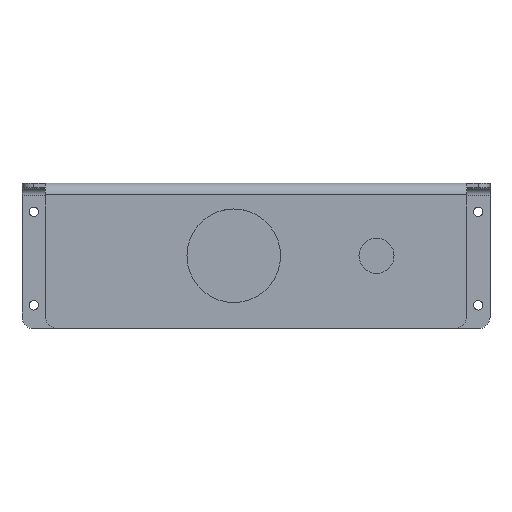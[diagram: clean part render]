
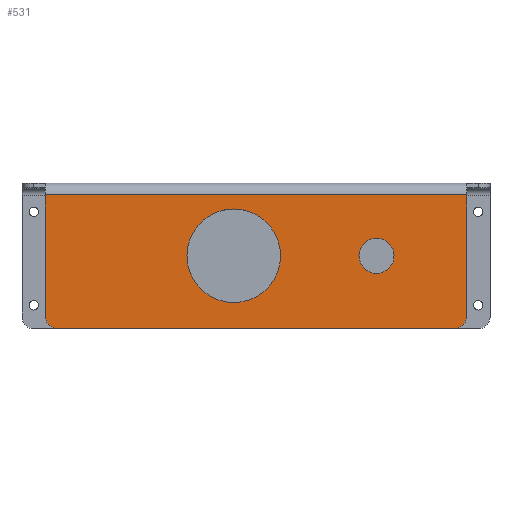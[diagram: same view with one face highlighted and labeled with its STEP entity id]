
A CAD part, top view. The second image highlights one B-rep face of the part: STEP entity #531.
In plain terms, the highlighted planar face has unit normal (0, 0, 1).
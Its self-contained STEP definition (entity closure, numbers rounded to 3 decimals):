
#17 = CARTESIAN_POINT ( 'NONE',  ( -90., -26., 99. ) ) ;
#22 = EDGE_CURVE ( 'NONE', #1178, #2287, #780, .T. ) ;
#62 = LINE ( 'NONE', #1984, #1271 ) ;
#121 = CARTESIAN_POINT ( 'NONE',  ( 85., -26., 99. ) ) ;
#147 = CARTESIAN_POINT ( 'NONE',  ( 51.5, 0., 99. ) ) ;
#171 = CARTESIAN_POINT ( 'NONE',  ( 90., 26., 99. ) ) ;
#177 = ORIENTED_EDGE ( 'NONE', *, *, #759, .F. ) ;
#203 = CARTESIAN_POINT ( 'NONE',  ( -9.5, 0., 99. ) ) ;
#218 = EDGE_LOOP ( 'NONE', ( #925, #1360 ) ) ;
#231 = ORIENTED_EDGE ( 'NONE', *, *, #1216, .T. ) ;
#239 = DIRECTION ( 'NONE',  ( 0., 1., 0. ) ) ;
#295 = CIRCLE ( 'NONE', #621, 7.5 ) ;
#328 = DIRECTION ( 'NONE',  ( 0., 0., -1. ) ) ;
#346 = AXIS2_PLACEMENT_3D ( 'NONE', #895, #2426, #1267 ) ;
#414 = CIRCLE ( 'NONE', #1880, 5. ) ;
#420 = CARTESIAN_POINT ( 'NONE',  ( -85., -26., 99. ) ) ;
#512 = LINE ( 'NONE', #1108, #2324 ) ;
#527 = EDGE_CURVE ( 'NONE', #1891, #2446, #414, .T. ) ;
#531 = ADVANCED_FACE ( 'NONE', ( #2050, #727, #1870 ), #918, .F. ) ;
#544 = EDGE_CURVE ( 'NONE', #2065, #1487, #295, .T. ) ;
#550 = ORIENTED_EDGE ( 'NONE', *, *, #1170, .T. ) ;
#621 = AXIS2_PLACEMENT_3D ( 'NONE', #147, #1893, #903 ) ;
#727 = FACE_BOUND ( 'NONE', #1802, .T. ) ;
#759 = EDGE_CURVE ( 'NONE', #2131, #2203, #1447, .T. ) ;
#773 = DIRECTION ( 'NONE',  ( 0., -1., 0. ) ) ;
#776 = AXIS2_PLACEMENT_3D ( 'NONE', #1119, #328, #1858 ) ;
#780 = CIRCLE ( 'NONE', #1748, 5. ) ;
#813 = DIRECTION ( 'NONE',  ( 1., 0., 0. ) ) ;
#820 = VERTEX_POINT ( 'NONE', #171 ) ;
#827 = AXIS2_PLACEMENT_3D ( 'NONE', #203, #2522, #1154 ) ;
#837 = ORIENTED_EDGE ( 'NONE', *, *, #527, .T. ) ;
#840 = EDGE_CURVE ( 'NONE', #2203, #2131, #2502, .T. ) ;
#895 = CARTESIAN_POINT ( 'NONE',  ( 51.5, 0., 99. ) ) ;
#899 = DIRECTION ( 'NONE',  ( 0., 0., 1. ) ) ;
#903 = DIRECTION ( 'NONE',  ( 1., 0., 0. ) ) ;
#918 = PLANE ( 'NONE',  #776 ) ;
#925 = ORIENTED_EDGE ( 'NONE', *, *, #544, .F. ) ;
#928 = LINE ( 'NONE', #1470, #1575 ) ;
#962 = DIRECTION ( 'NONE',  ( 0., 0., 1. ) ) ;
#1104 = VERTEX_POINT ( 'NONE', #2508 ) ;
#1108 = CARTESIAN_POINT ( 'NONE',  ( 90., 0., 99. ) ) ;
#1119 = CARTESIAN_POINT ( 'NONE',  ( 0., 0., 99. ) ) ;
#1146 = ORIENTED_EDGE ( 'NONE', *, *, #22, .T. ) ;
#1154 = DIRECTION ( 'NONE',  ( 1., 0., 0. ) ) ;
#1170 = EDGE_CURVE ( 'NONE', #1104, #1891, #2118, .T. ) ;
#1178 = VERTEX_POINT ( 'NONE', #1550 ) ;
#1202 = DIRECTION ( 'NONE',  ( 0., 0., 1. ) ) ;
#1213 = CARTESIAN_POINT ( 'NONE',  ( 59., 0., 99. ) ) ;
#1216 = EDGE_CURVE ( 'NONE', #2446, #1178, #62, .T. ) ;
#1267 = DIRECTION ( 'NONE',  ( 1., 0., 0. ) ) ;
#1271 = VECTOR ( 'NONE', #813, 1000. ) ;
#1327 = CARTESIAN_POINT ( 'NONE',  ( 44., 0., 99. ) ) ;
#1360 = ORIENTED_EDGE ( 'NONE', *, *, #1453, .F. ) ;
#1447 = CIRCLE ( 'NONE', #827, 20. ) ;
#1453 = EDGE_CURVE ( 'NONE', #1487, #2065, #2384, .T. ) ;
#1470 = CARTESIAN_POINT ( 'NONE',  ( 90., 26., 99. ) ) ;
#1487 = VERTEX_POINT ( 'NONE', #1327 ) ;
#1544 = DIRECTION ( 'NONE',  ( 1., 0., 0. ) ) ;
#1550 = CARTESIAN_POINT ( 'NONE',  ( 85., -31., 99. ) ) ;
#1575 = VECTOR ( 'NONE', #2078, 1000. ) ;
#1588 = CARTESIAN_POINT ( 'NONE',  ( 10.5, 0., 99. ) ) ;
#1602 = CARTESIAN_POINT ( 'NONE',  ( -85., -31., 99. ) ) ;
#1682 = AXIS2_PLACEMENT_3D ( 'NONE', #2122, #962, #1544 ) ;
#1701 = CARTESIAN_POINT ( 'NONE',  ( -29.5, 0., 99. ) ) ;
#1736 = CARTESIAN_POINT ( 'NONE',  ( -90., 0., 99. ) ) ;
#1748 = AXIS2_PLACEMENT_3D ( 'NONE', #121, #899, #2071 ) ;
#1755 = EDGE_LOOP ( 'NONE', ( #550, #837, #231, #1146, #2173, #2157 ) ) ;
#1802 = EDGE_LOOP ( 'NONE', ( #177, #1965 ) ) ;
#1858 = DIRECTION ( 'NONE',  ( 0., 1., 0. ) ) ;
#1870 = FACE_OUTER_BOUND ( 'NONE', #1755, .T. ) ;
#1880 = AXIS2_PLACEMENT_3D ( 'NONE', #420, #1202, #239 ) ;
#1891 = VERTEX_POINT ( 'NONE', #17 ) ;
#1893 = DIRECTION ( 'NONE',  ( 0., 0., 1. ) ) ;
#1894 = DIRECTION ( 'NONE',  ( 0., 1., 0. ) ) ;
#1965 = ORIENTED_EDGE ( 'NONE', *, *, #840, .F. ) ;
#1984 = CARTESIAN_POINT ( 'NONE',  ( 0., -31., 99. ) ) ;
#2050 = FACE_BOUND ( 'NONE', #218, .T. ) ;
#2065 = VERTEX_POINT ( 'NONE', #1213 ) ;
#2071 = DIRECTION ( 'NONE',  ( 0., 1., 0. ) ) ;
#2078 = DIRECTION ( 'NONE',  ( 1., 0., 0. ) ) ;
#2118 = LINE ( 'NONE', #1736, #2429 ) ;
#2122 = CARTESIAN_POINT ( 'NONE',  ( -9.5, 0., 99. ) ) ;
#2131 = VERTEX_POINT ( 'NONE', #1588 ) ;
#2157 = ORIENTED_EDGE ( 'NONE', *, *, #2162, .F. ) ;
#2162 = EDGE_CURVE ( 'NONE', #1104, #820, #928, .T. ) ;
#2173 = ORIENTED_EDGE ( 'NONE', *, *, #2241, .T. ) ;
#2203 = VERTEX_POINT ( 'NONE', #1701 ) ;
#2241 = EDGE_CURVE ( 'NONE', #2287, #820, #512, .T. ) ;
#2273 = CARTESIAN_POINT ( 'NONE',  ( 90., -26., 99. ) ) ;
#2287 = VERTEX_POINT ( 'NONE', #2273 ) ;
#2324 = VECTOR ( 'NONE', #1894, 1000. ) ;
#2384 = CIRCLE ( 'NONE', #346, 7.5 ) ;
#2426 = DIRECTION ( 'NONE',  ( 0., 0., 1. ) ) ;
#2429 = VECTOR ( 'NONE', #773, 1000. ) ;
#2446 = VERTEX_POINT ( 'NONE', #1602 ) ;
#2502 = CIRCLE ( 'NONE', #1682, 20. ) ;
#2508 = CARTESIAN_POINT ( 'NONE',  ( -90., 26., 99. ) ) ;
#2522 = DIRECTION ( 'NONE',  ( 0., 0., 1. ) ) ;
